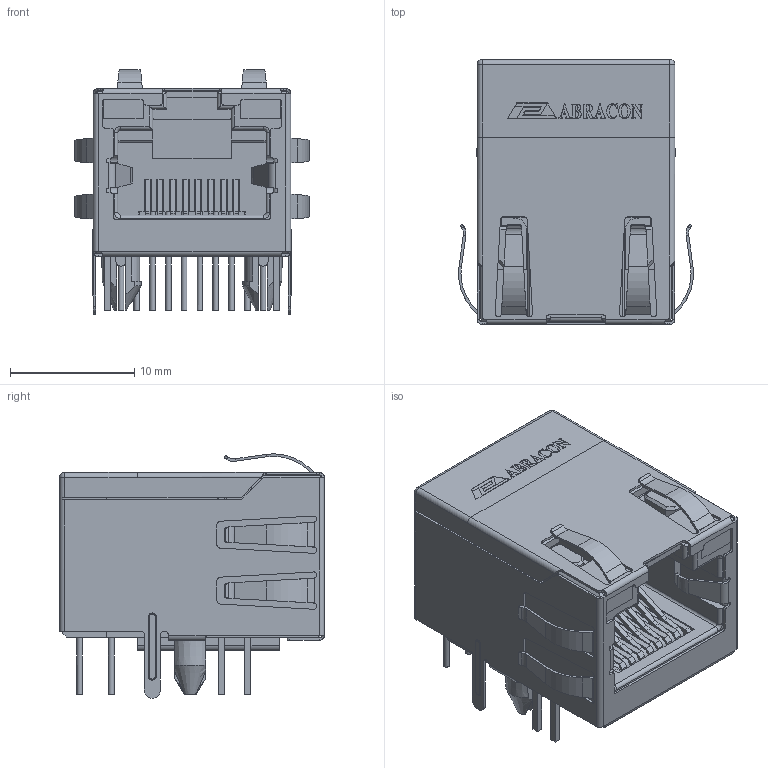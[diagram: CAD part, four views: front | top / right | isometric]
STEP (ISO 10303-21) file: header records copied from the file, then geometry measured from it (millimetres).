
FILE_DESCRIPTION(/* description */ (''),/* implementation_level */ '2;1');
FILE_NAME(/* name */ 'Abracon ARJM11C7-502-AB-ER2-T.stp',/* time_stamp */ '2020-01-17T09:08:52-04:00',/* author */ ('Ricardo'),/* organization */ (''),/* preprocessor_version */ 'ST-DEVELOPER v18',/* originating_system */ 'Autodesk Inventor 2020',/* authorisation */ '');
FILE_SCHEMA (('AUTOMOTIVE_DESIGN { 1 0 10303 214 3 1 1 }'));
Length unit declared in the file: millimetre
Products named in the file (4): Abracon ARJM11C7-502-AB-ER2-T; ARJM11C7-AB(10P); led_pins; logo
Assembly tree (3 placements, depth 2):
  Abracon ARJM11C7-502-AB-ER2-T
    ARJM11C7-AB(10P)
    led_pins
    logo
Bounding box: 18.9 x 21.3 x 19.65 mm (x, y, z)
Volume: 1575.3 mm3; surface area: 6341 mm2
Topology: 35 solids, 35 shells, 1795 faces, 4634 edges, 2935 vertices
Faces by surface type: plane 1244, cylinder 380, bspline 145, torus 10, cone 8, sphere 8
Full cylindrical faces by diameter (mm): 0.45 x10, 0.65 x11, 0.9 x22
Entity records: 56958 total; most frequent: CARTESIAN_POINT 13364, ORIENTED_EDGE 9256, DIRECTION 8459, EDGE_CURVE 4628, LINE 3525, VECTOR 3525, VERTEX_POINT 2935, AXIS2_PLACEMENT_3D 2467
